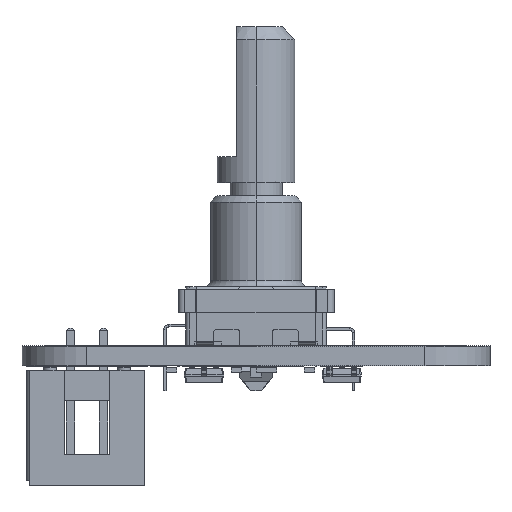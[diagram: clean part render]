
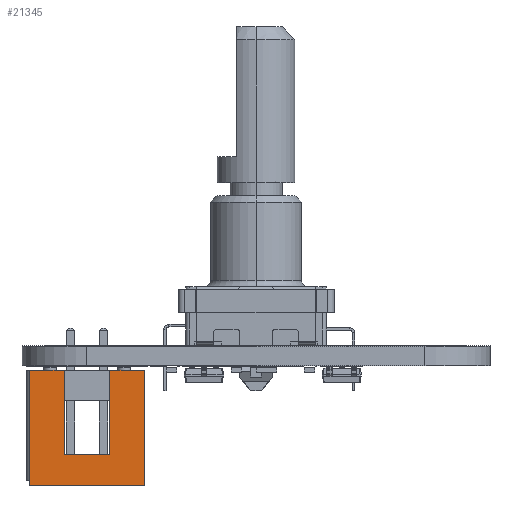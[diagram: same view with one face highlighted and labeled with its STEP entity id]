
A CAD part, left-side view. The second image highlights one B-rep face of the part: STEP entity #21345.
In plain terms, the highlighted face is planar.
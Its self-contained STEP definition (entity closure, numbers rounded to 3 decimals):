
#21049 = VERTEX_POINT('',#21050);
#21050 = CARTESIAN_POINT('',(-3.155,-17.8,0.25));
#21056 = EDGE_CURVE('',#21049,#21057,#21059,.T.);
#21057 = VERTEX_POINT('',#21058);
#21058 = CARTESIAN_POINT('',(-3.155,-17.8,9.1));
#21059 = LINE('',#21060,#21061);
#21060 = CARTESIAN_POINT('',(-3.155,-17.8,2.6));
#21061 = VECTOR('',#21062,1.);
#21062 = DIRECTION('',(0.,0.,1.));
#21174 = EDGE_CURVE('',#21057,#21175,#21177,.T.);
#21175 = VERTEX_POINT('',#21176);
#21176 = CARTESIAN_POINT('',(5.695,-17.8,9.1));
#21177 = LINE('',#21178,#21179);
#21178 = CARTESIAN_POINT('',(-3.155,-17.8,9.1));
#21179 = VECTOR('',#21180,1.);
#21180 = DIRECTION('',(1.,0.,0.));
#21345 = ADVANCED_FACE('',(#21346),#21396,.T.);
#21346 = FACE_BOUND('',#21347,.T.);
#21347 = EDGE_LOOP('',(#21348,#21349,#21357,#21365,#21373,#21381,#21389,
    #21395));
#21348 = ORIENTED_EDGE('',*,*,#21056,.F.);
#21349 = ORIENTED_EDGE('',*,*,#21350,.T.);
#21350 = EDGE_CURVE('',#21049,#21351,#21353,.T.);
#21351 = VERTEX_POINT('',#21352);
#21352 = CARTESIAN_POINT('',(-0.48,-17.8,0.25));
#21353 = LINE('',#21354,#21355);
#21354 = CARTESIAN_POINT('',(-3.155,-17.8,0.25));
#21355 = VECTOR('',#21356,1.);
#21356 = DIRECTION('',(1.,0.,0.));
#21357 = ORIENTED_EDGE('',*,*,#21358,.T.);
#21358 = EDGE_CURVE('',#21351,#21359,#21361,.T.);
#21359 = VERTEX_POINT('',#21360);
#21360 = CARTESIAN_POINT('',(-0.48,-17.8,6.75));
#21361 = LINE('',#21362,#21363);
#21362 = CARTESIAN_POINT('',(-0.48,-17.8,2.463));
#21363 = VECTOR('',#21364,1.);
#21364 = DIRECTION('',(0.,0.,1.));
#21365 = ORIENTED_EDGE('',*,*,#21366,.F.);
#21366 = EDGE_CURVE('',#21367,#21359,#21369,.T.);
#21367 = VERTEX_POINT('',#21368);
#21368 = CARTESIAN_POINT('',(3.02,-17.8,6.75));
#21369 = LINE('',#21370,#21371);
#21370 = CARTESIAN_POINT('',(1.27,-17.8,6.75));
#21371 = VECTOR('',#21372,1.);
#21372 = DIRECTION('',(-1.,0.,0.));
#21373 = ORIENTED_EDGE('',*,*,#21374,.T.);
#21374 = EDGE_CURVE('',#21367,#21375,#21377,.T.);
#21375 = VERTEX_POINT('',#21376);
#21376 = CARTESIAN_POINT('',(3.02,-17.8,0.25));
#21377 = LINE('',#21378,#21379);
#21378 = CARTESIAN_POINT('',(3.02,-17.8,2.463));
#21379 = VECTOR('',#21380,1.);
#21380 = DIRECTION('',(0.,0.,-1.));
#21381 = ORIENTED_EDGE('',*,*,#21382,.T.);
#21382 = EDGE_CURVE('',#21375,#21383,#21385,.T.);
#21383 = VERTEX_POINT('',#21384);
#21384 = CARTESIAN_POINT('',(5.695,-17.8,0.25));
#21385 = LINE('',#21386,#21387);
#21386 = CARTESIAN_POINT('',(-3.155,-17.8,0.25));
#21387 = VECTOR('',#21388,1.);
#21388 = DIRECTION('',(1.,0.,0.));
#21389 = ORIENTED_EDGE('',*,*,#21390,.T.);
#21390 = EDGE_CURVE('',#21383,#21175,#21391,.T.);
#21391 = LINE('',#21392,#21393);
#21392 = CARTESIAN_POINT('',(5.695,-17.8,0.25));
#21393 = VECTOR('',#21394,1.);
#21394 = DIRECTION('',(0.,0.,1.));
#21395 = ORIENTED_EDGE('',*,*,#21174,.F.);
#21396 = PLANE('',#21397);
#21397 = AXIS2_PLACEMENT_3D('',#21398,#21399,#21400);
#21398 = CARTESIAN_POINT('',(1.27,-17.8,4.675));
#21399 = DIRECTION('',(-0.,-1.,0.));
#21400 = DIRECTION('',(0.,0.,-1.));
